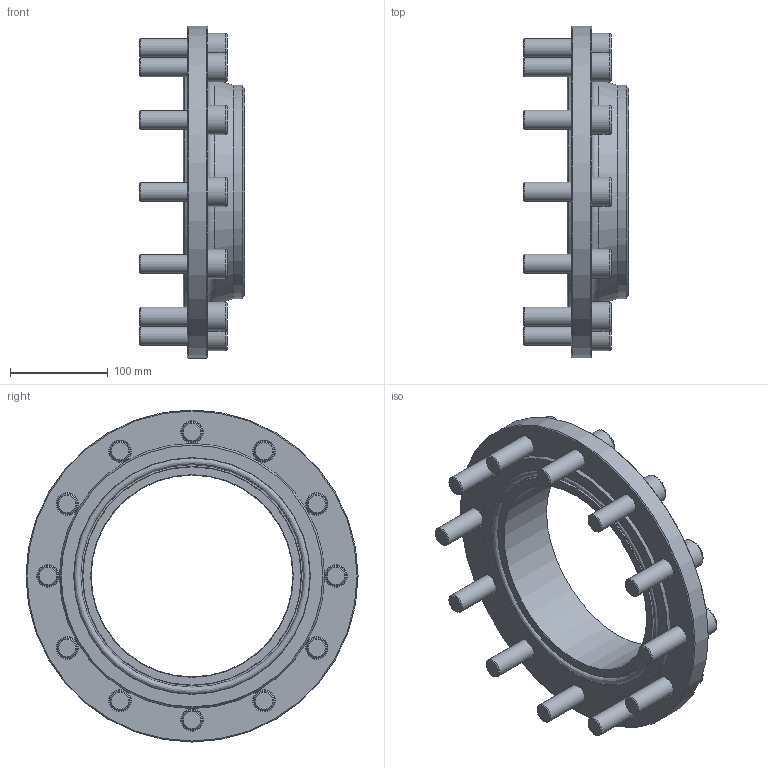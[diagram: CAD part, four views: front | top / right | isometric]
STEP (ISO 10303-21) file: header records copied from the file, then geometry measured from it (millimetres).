
FILE_DESCRIPTION(/* description */ (''),/* implementation_level */ '2;1');
FILE_NAME(/* name */ 'DFA200.stp',/* time_stamp */ '2025-01-16T06:11:52+01:00',/* author */ (''),/* organization */ (''),/* preprocessor_version */ 'ST-DEVELOPER v16',/* originating_system */ 'SIEMENS PLM Software NX 10.0',/* authorisation */ '');
FILE_SCHEMA (('AP203_CONFIGURATION_CONTROLLED_3D_DESIGN_OF_MECHANICAL_PARTS_AND_ASSEMBLIES_MIM_LF { 1 0 10303 403 2 1 2}'));
Length unit declared in the file: millimetre
Products named in the file (1): lwes44602A4F5zla
Bounding box: 108 x 340 x 340 mm (x, y, z)
Volume: 1789073.1 mm3; surface area: 326514.7 mm2
Topology: 14 solids, 14 shells, 405 faces, 808 edges, 445 vertices
Faces by surface type: plane 186, cone 138, cylinder 41, torus 39, revolution 1
Full cylindrical faces by diameter (mm): 19.623 x12, 22 x12, 30 x12, 206.5 x1, 219.1 x1, 224.21 x1, 241.7 x1, 340 x1
Entity records: 9372 total; most frequent: CARTESIAN_POINT 1780, DIRECTION 1669, ORIENTED_EDGE 1216, AXIS2_PLACEMENT_3D 726, EDGE_CURVE 608, EDGE_LOOP 592, ADVANCED_FACE 405, VERTEX_POINT 405
